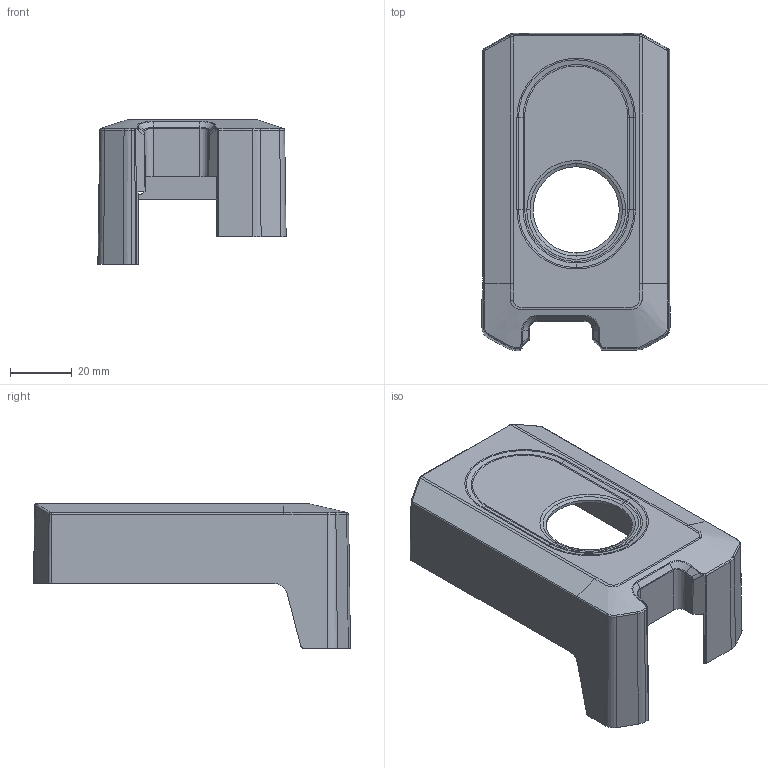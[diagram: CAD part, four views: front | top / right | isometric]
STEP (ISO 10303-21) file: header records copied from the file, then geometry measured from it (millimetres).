
FILE_DESCRIPTION (( 'STEP AP214' ), '1' );
FILE_NAME ('挤出头磁吸风道壳.STEP', '2025-12-01T08:20:49', ( 'Windows 用户' ), ( '' ), 'SwSTEP 2.0', 'SolidWorks 2016', '' );
FILE_SCHEMA (( 'AUTOMOTIVE_DESIGN' ));
Length unit declared in the file: millimetre
Products named in the file (1): 挤出头磁吸风道壳
Bounding box: 61.19 x 103.02 x 47 mm (x, y, z)
Volume: 26768.5 mm3; surface area: 28834.9 mm2
Topology: 1 solids, 1 shells, 298 faces, 823 edges, 532 vertices
Faces by surface type: plane 129, cylinder 68, bspline 56, cone 45
Entity records: 18683 total; most frequent: CARTESIAN_POINT 11671, ORIENTED_EDGE 1644, DIRECTION 1236, EDGE_CURVE 822, VERTEX_POINT 532, VECTOR 422, LINE 422, AXIS2_PLACEMENT_3D 407
